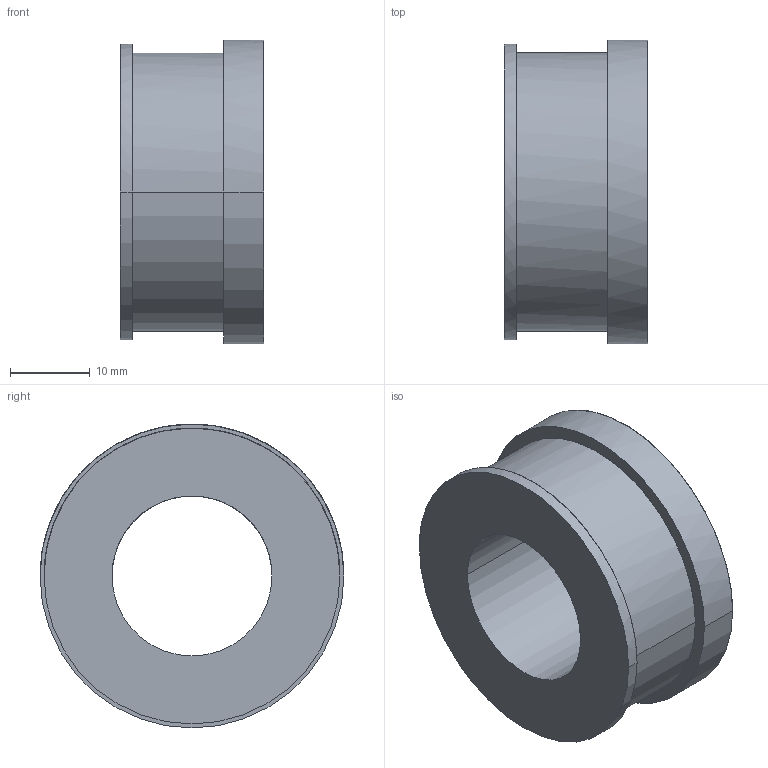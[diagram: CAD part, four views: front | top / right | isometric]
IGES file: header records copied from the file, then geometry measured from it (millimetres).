
Global section: file name: entretoise dymag gauche; native system: VariCAD 2020-1.05; preprocessor: 5.3; author: WS138742779A; organization: MESMERiZE; date: 20210418.232617; units: millimetre
Bounding box: 17.9 x 38 x 38 mm (x, y, z)
Surface area: 5030.3 mm2 (no closed solid volume)
Topology: 0 solids, 0 shells, 12 faces, 48 edges, 48 vertices
Faces by surface type: revolution 8, bspline 4
